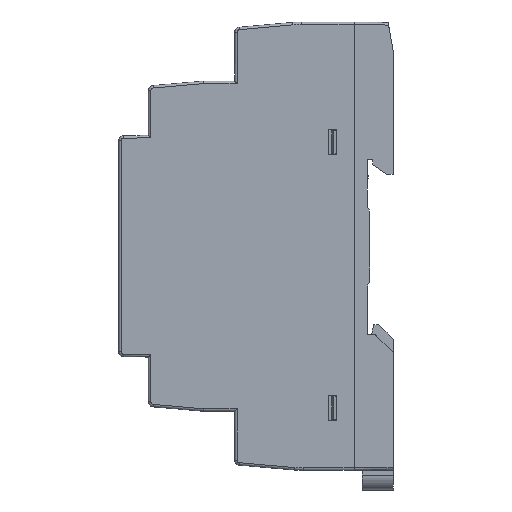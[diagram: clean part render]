
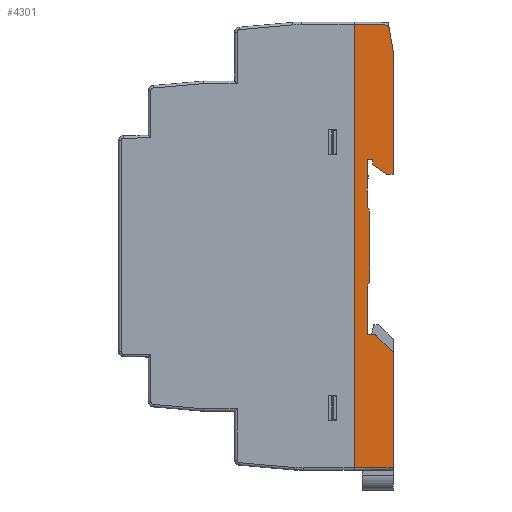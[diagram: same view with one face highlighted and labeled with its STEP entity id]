
A CAD part, left-side view. The second image highlights one B-rep face of the part: STEP entity #4301.
In plain terms, the highlighted planar face has unit normal (-1, 0, 0).
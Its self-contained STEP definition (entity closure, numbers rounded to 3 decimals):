
#943=DIRECTION('',(0.,1.,-0.017));
#944=VECTOR('',#943,7.851);
#945=CARTESIAN_POINT('',(0.,-7.097,-90.363));
#946=LINE('',#945,#944);
#947=DIRECTION('',(0.,0.,1.));
#948=VECTOR('',#947,90.);
#949=CARTESIAN_POINT('',(0.,0.753,
-90.5));
#950=LINE('',#949,#948);
#951=DIRECTION('',(0.,-1.,-0.017));
#952=VECTOR('',#951,6.94);
#953=CARTESIAN_POINT('',(0.,0.753,-0.5));
#954=LINE('',#953,#952);
#955=DIRECTION('',(0.,-0.174,-0.985));
#956=VECTOR('',#955,5.249);
#957=CARTESIAN_POINT('',(0.,-6.185,
-0.621));
#958=LINE('',#957,#956);
#959=DIRECTION('',(0.,0.819,0.574));
#960=VECTOR('',#959,3.479);
#961=CARTESIAN_POINT('',(0.,-5.797,-30.9));
#962=LINE('',#961,#960);
#963=DIRECTION('',(0.,-0.447,-0.894));
#964=VECTOR('',#963,1.118);
#965=CARTESIAN_POINT('',(0.,-1.847,-37.4));
#966=LINE('',#965,#964);
#967=DIRECTION('',(0.,0.447,-0.894));
#968=VECTOR('',#967,1.118);
#969=CARTESIAN_POINT('',(0.,-2.347,-52.6));
#970=LINE('',#969,#968);
#971=DIRECTION('',(0.,0.,-1.));
#972=VECTOR('',#971,9.8);
#973=CARTESIAN_POINT('',(0.,-1.847,-53.6));
#974=LINE('',#973,#972);
#975=DIRECTION('',(0.,-0.999,-0.035));
#976=VECTOR('',#975,1.555);
#977=CARTESIAN_POINT('',(0.,-1.847,-63.4));
#978=LINE('',#977,#976);
#979=DIRECTION('',(0.,-0.707,-0.707));
#980=VECTOR('',#979,5.227);
#981=CARTESIAN_POINT('',(0.,-3.401,-63.454));
#982=LINE('',#981,#980);
#991=CARTESIAN_POINT('',(0.,-7.097,-90.363));
#993=DIRECTION('',(0.,0.,1.));
#994=VECTOR('',#993,23.213);
#995=CARTESIAN_POINT('',(0.,-7.097,-90.363));
#996=LINE('',#995,#994);
#1005=CARTESIAN_POINT('',(0.,0.753,-90.5));
#1027=DIRECTION('',(0.,0.,1.));
#1028=VECTOR('',#1027,25.109);
#1029=CARTESIAN_POINT('',(0.,-7.097,-30.9));
#1030=LINE('',#1029,#1028);
#1179=DIRECTION('',(0.,-1.,0.));
#1180=VECTOR('',#1179,1.1);
#1181=CARTESIAN_POINT('',(0.,-1.847,-27.9));
#1182=LINE('',#1181,#1180);
#1199=DIRECTION('',(0.,0.,-1.));
#1200=VECTOR('',#1199,1.004);
#1201=CARTESIAN_POINT('',(0.,-2.947,-27.9));
#1202=LINE('',#1201,#1200);
#1215=DIRECTION('',(0.,-1.,0.));
#1216=VECTOR('',#1215,1.3);
#1217=CARTESIAN_POINT('',(0.,-5.797,-30.9));
#1218=LINE('',#1217,#1216);
#1259=DIRECTION('',(0.,0.,1.));
#1260=VECTOR('',#1259,9.5);
#1261=CARTESIAN_POINT('',(0.,-1.847,-37.4));
#1262=LINE('',#1261,#1260);
#1275=DIRECTION('',(0.,0.,1.));
#1276=VECTOR('',#1275,14.2);
#1277=CARTESIAN_POINT('',(0.,-2.347,-52.6));
#1278=LINE('',#1277,#1276);
#2131=CARTESIAN_POINT('',(0.,-1.847,-63.4));
#2133=VERTEX_POINT('',#2131);
#2251=VERTEX_POINT('',#1005);
#2323=VERTEX_POINT('',#991);
#2324=CARTESIAN_POINT('',(0.,0.753,-0.5));
#2325=VERTEX_POINT('',#2324);
#2326=CARTESIAN_POINT('',(0.,-6.185,
-0.621));
#2327=VERTEX_POINT('',#2326);
#2328=CARTESIAN_POINT('',(0.,-7.097,-5.791));
#2329=VERTEX_POINT('',#2328);
#2330=CARTESIAN_POINT('',(0.,-5.797,-30.9));
#2331=CARTESIAN_POINT('',(0.,-7.097,-30.9));
#2332=VERTEX_POINT('',#2330);
#2333=VERTEX_POINT('',#2331);
#2334=CARTESIAN_POINT('',(0.,-2.947,-28.904));
#2335=VERTEX_POINT('',#2334);
#2336=CARTESIAN_POINT('',(0.,-2.947,-27.9));
#2337=VERTEX_POINT('',#2336);
#2338=CARTESIAN_POINT('',(0.,-1.847,-27.9));
#2339=VERTEX_POINT('',#2338);
#2340=CARTESIAN_POINT('',(0.,-1.847,-37.4));
#2341=CARTESIAN_POINT('',(0.,-2.347,-38.4));
#2342=VERTEX_POINT('',#2340);
#2343=VERTEX_POINT('',#2341);
#2344=CARTESIAN_POINT('',(0.,-2.347,-52.6));
#2345=CARTESIAN_POINT('',(0.,-1.847,-53.6));
#2346=VERTEX_POINT('',#2344);
#2347=VERTEX_POINT('',#2345);
#2348=CARTESIAN_POINT('',(0.,-3.401,-63.454));
#2349=VERTEX_POINT('',#2348);
#2350=CARTESIAN_POINT('',(0.,-7.097,-67.15));
#2351=VERTEX_POINT('',#2350);
#4264=CARTESIAN_POINT('',(0.,-3.172,-45.5));
#4265=DIRECTION('',(1.,0.,0.));
#4266=DIRECTION('',(0.,0.,1.));
#4267=AXIS2_PLACEMENT_3D('',#4264,#4265,#4266);
#4268=PLANE('',#4267);
#4270=ORIENTED_EDGE('',*,*,#4269,.F.);
#4272=ORIENTED_EDGE('',*,*,#4271,.T.);
#4273=ORIENTED_EDGE('',*,*,#4095,.T.);
#4274=ORIENTED_EDGE('',*,*,#4256,.T.);
#4275=ORIENTED_EDGE('',*,*,#4231,.T.);
#4277=ORIENTED_EDGE('',*,*,#4276,.F.);
#4279=ORIENTED_EDGE('',*,*,#4278,.F.);
#4281=ORIENTED_EDGE('',*,*,#4280,.T.);
#4283=ORIENTED_EDGE('',*,*,#4282,.F.);
#4285=ORIENTED_EDGE('',*,*,#4284,.F.);
#4287=ORIENTED_EDGE('',*,*,#4286,.F.);
#4289=ORIENTED_EDGE('',*,*,#4288,.T.);
#4291=ORIENTED_EDGE('',*,*,#4290,.F.);
#4293=ORIENTED_EDGE('',*,*,#4292,.T.);
#4295=ORIENTED_EDGE('',*,*,#4294,.T.);
#4297=ORIENTED_EDGE('',*,*,#4296,.T.);
#4298=ORIENTED_EDGE('',*,*,#3945,.T.);
#4299=EDGE_LOOP('',(#4270,#4272,#4273,#4274,#4275,#4277,#4279,#4281,#4283,#4285,
#4287,#4289,#4291,#4293,#4295,#4297,#4298));
#4300=FACE_OUTER_BOUND('',#4299,.F.);
#4301=ADVANCED_FACE('',(#4300),#4268,.F.);
#3945=EDGE_CURVE('',#2349,#2351,#982,.T.);
#4095=EDGE_CURVE('',#2251,#2325,#950,.T.);
#4231=EDGE_CURVE('',#2327,#2329,#958,.T.);
#4256=EDGE_CURVE('',#2325,#2327,#954,.T.);
#4269=EDGE_CURVE('',#2323,#2351,#996,.T.);
#4271=EDGE_CURVE('',#2323,#2251,#946,.T.);
#4276=EDGE_CURVE('',#2333,#2329,#1030,.T.);
#4278=EDGE_CURVE('',#2332,#2333,#1218,.T.);
#4280=EDGE_CURVE('',#2332,#2335,#962,.T.);
#4282=EDGE_CURVE('',#2337,#2335,#1202,.T.);
#4284=EDGE_CURVE('',#2339,#2337,#1182,.T.);
#4286=EDGE_CURVE('',#2342,#2339,#1262,.T.);
#4288=EDGE_CURVE('',#2342,#2343,#966,.T.);
#4290=EDGE_CURVE('',#2346,#2343,#1278,.T.);
#4292=EDGE_CURVE('',#2346,#2347,#970,.T.);
#4294=EDGE_CURVE('',#2347,#2133,#974,.T.);
#4296=EDGE_CURVE('',#2133,#2349,#978,.T.);
